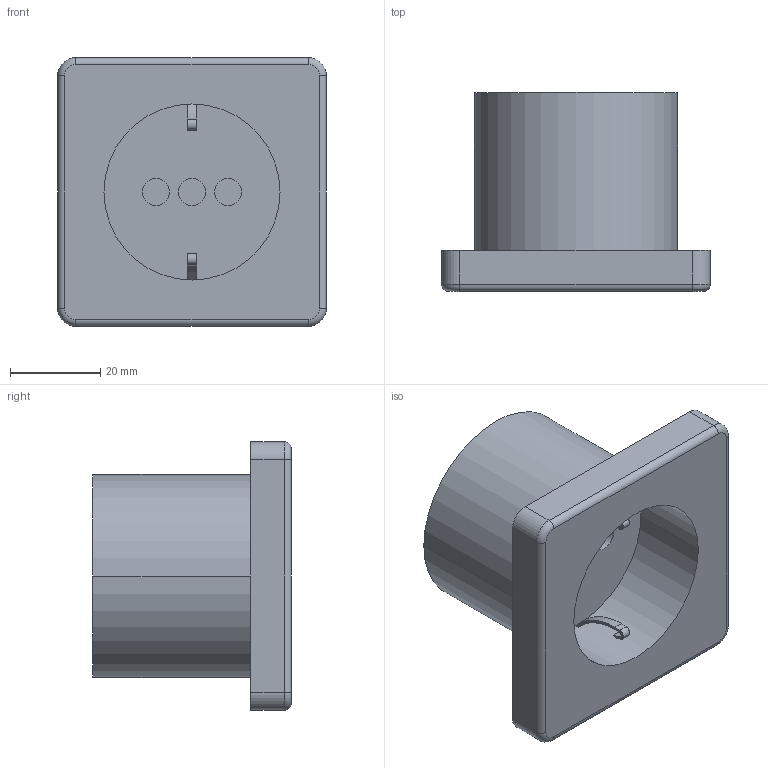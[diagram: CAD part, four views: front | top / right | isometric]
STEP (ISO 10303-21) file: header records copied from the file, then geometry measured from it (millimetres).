
FILE_DESCRIPTION(('STEP AP203'),'1');
FILE_NAME('item_0046582_einbausteckdose_details_3.stp','2023-12-08T13:31:27',('TraceParts'),('TraceParts S.A.'),'Spatial InterOp 3D',' ',' ');
FILE_SCHEMA(('CONFIG_CONTROL_DESIGN'));
Length unit declared in the file: millimetre
Products named in the file (1): 1
Bounding box: 59.5 x 44 x 59.5 mm (x, y, z)
Volume: 63744.7 mm3; surface area: 17808.3 mm2
Topology: 1 solids, 1 shells, 67 faces, 164 edges, 106 vertices
Faces by surface type: cylinder 38, plane 25, torus 4
Entity records: 2040 total; most frequent: CARTESIAN_POINT 372, DIRECTION 370, ORIENTED_EDGE 320, EDGE_CURVE 160, AXIS2_PLACEMENT_3D 150, VERTEX_POINT 104, CIRCLE 82, EDGE_LOOP 76
